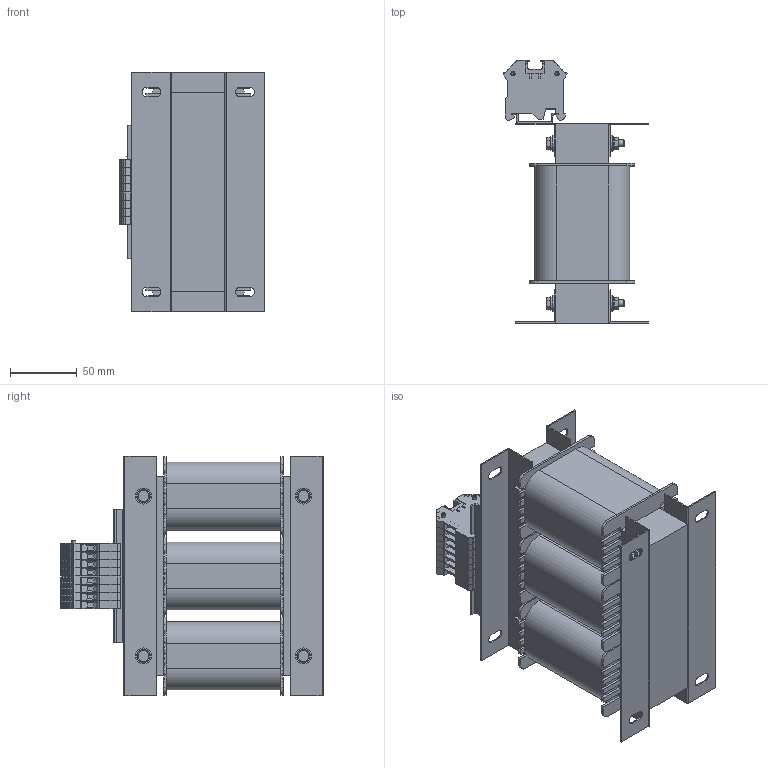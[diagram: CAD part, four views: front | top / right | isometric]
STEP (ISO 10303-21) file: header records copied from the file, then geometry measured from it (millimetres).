
FILE_DESCRIPTION(/* description */ (''),/* implementation_level */ '2;1');
FILE_NAME(/* name */ 'YL001505360.stp',/* time_stamp */ '2023-10-20T08:59:53+02:00',/* author */ ('velazquez'),/* organization */ (''),/* preprocessor_version */ 'ST-DEVELOPER v19.2',/* originating_system */ 'Autodesk Inventor 2023',/* authorisation */ '');
FILE_SCHEMA (('AUTOMOTIVE_DESIGN { 1 0 10303 214 3 1 1 }'));
Length unit declared in the file: millimetre
Products named in the file (12): YL001505360; 3UI90 150 x 150 - 40 (Rc30); UI 90_40; RC30 NT030; centrador M5; DIN 125 - A 5,3; DIN 933 - M5  x 55; DIN 934 - M5; carril 4 agujeros; FICHA 4; FICHA 4 AM_VE; FICHA 4 AZUL
Assembly tree (41 placements, depth 2):
  YL001505360
    3UI90 150 x 150 - 40 (Rc30)
    UI 90_40  x3
    RC30 NT030  x4
    centrador M5  x8
    DIN 125 - A 5,3  x8
    DIN 933 - M5  x 55  x4
    DIN 934 - M5  x4
    carril 4 agujeros
    FICHA 4  x6
    FICHA 4 AM_VE
    FICHA 4 AZUL
Bounding box: 109.47 x 197.25 x 180 mm (x, y, z)
Volume: 1391562.2 mm3; surface area: 347462.2 mm2
Topology: 41 solids, 41 shells, 3082 faces, 8220 edges, 5293 vertices
Faces by surface type: plane 2178, cylinder 736, cone 112, torus 40, sphere 16
Full cylindrical faces by diameter (mm): 2.4 x16, 2.5 x16, 2.75 x16, 2.95 x16, 4.134 x4, 4.3 x16, 4.567 x4, 5 x12, 5.3 x8, 5.9 x8, 6 x8, 6.7 x4, 10 x8, 10.5 x4, 12 x8
Entity records: 36354 total; most frequent: CARTESIAN_POINT 6148, ORIENTED_EDGE 5992, DIRECTION 5945, EDGE_CURVE 2996, LINE 2331, VECTOR 2331, VERTEX_POINT 1937, AXIS2_PLACEMENT_3D 1807
